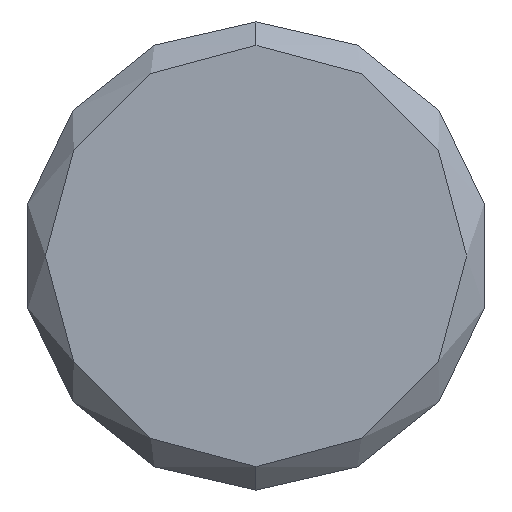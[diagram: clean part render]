
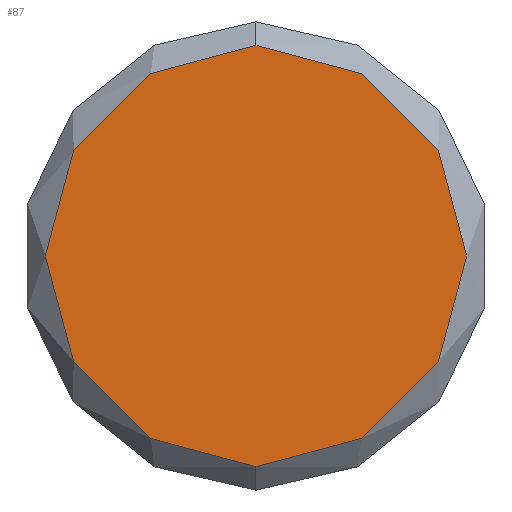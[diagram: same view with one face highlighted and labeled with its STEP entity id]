
A CAD part, left-side view. The second image highlights one B-rep face of the part: STEP entity #87.
In plain terms, the highlighted planar face has unit normal (-1, 0, 0).
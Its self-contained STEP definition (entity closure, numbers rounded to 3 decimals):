
#8 = EDGE_CURVE ( 'NONE', #248, #249, #141, .T. ) ;
#33 = AXIS2_PLACEMENT_3D ( 'NONE', #207, #224, #209 ) ;
#42 = EDGE_CURVE ( 'NONE', #249, #248, #180, .T. ) ;
#45 = AXIS2_PLACEMENT_3D ( 'NONE', #79, #70, #80 ) ;
#48 = AXIS2_PLACEMENT_3D ( 'NONE', #231, #230, #245 ) ;
#51 = CARTESIAN_POINT ( 'NONE',  ( -3000., 0., 4.5 ) ) ;
#59 = CARTESIAN_POINT ( 'NONE',  ( -3000., 0., -4.5 ) ) ;
#70 = DIRECTION ( 'NONE',  ( -1., 0., 0. ) ) ;
#79 = CARTESIAN_POINT ( 'NONE',  ( -3000., 0., 0. ) ) ;
#80 = DIRECTION ( 'NONE',  ( 0., 0., -1. ) ) ;
#87 = ADVANCED_FACE ( 'NONE', ( #145 ), #220, .F. ) ;
#113 = EDGE_LOOP ( 'NONE', ( #186, #184 ) ) ;
#141 = CIRCLE ( 'NONE', #48, 4.5 ) ;
#145 = FACE_OUTER_BOUND ( 'NONE', #113, .T. ) ;
#180 = CIRCLE ( 'NONE', #45, 4.5 ) ;
#184 = ORIENTED_EDGE ( 'NONE', *, *, #42, .T. ) ;
#186 = ORIENTED_EDGE ( 'NONE', *, *, #8, .T. ) ;
#207 = CARTESIAN_POINT ( 'NONE',  ( -3000., 0., 0. ) ) ;
#209 = DIRECTION ( 'NONE',  ( 0., 0., -1. ) ) ;
#220 = PLANE ( 'NONE',  #33 ) ;
#224 = DIRECTION ( 'NONE',  ( 1., 0., 0. ) ) ;
#230 = DIRECTION ( 'NONE',  ( -1., 0., 0. ) ) ;
#231 = CARTESIAN_POINT ( 'NONE',  ( -3000., 0., 0. ) ) ;
#245 = DIRECTION ( 'NONE',  ( 0., 0., -1. ) ) ;
#248 = VERTEX_POINT ( 'NONE', #59 ) ;
#249 = VERTEX_POINT ( 'NONE', #51 ) ;
